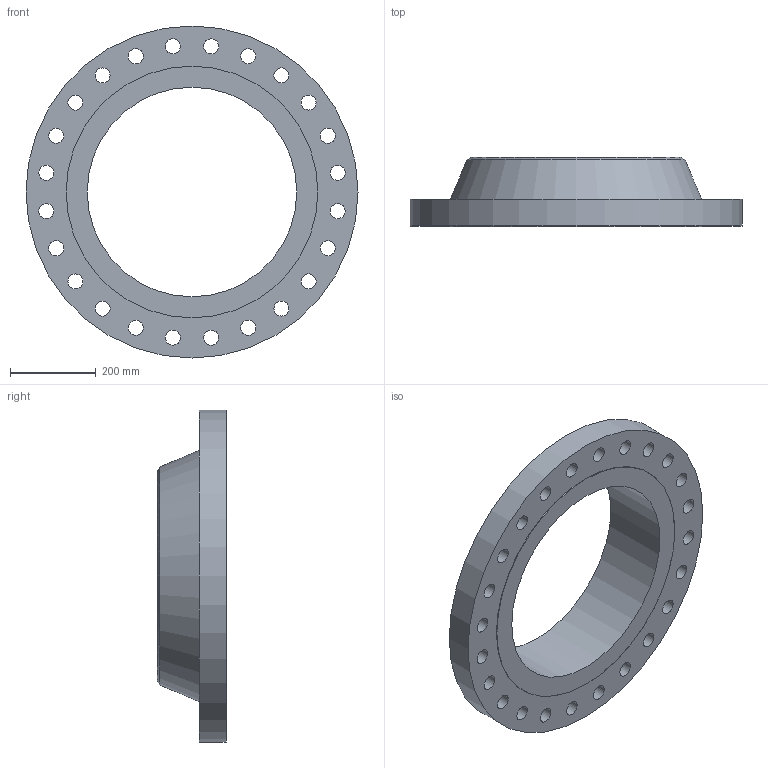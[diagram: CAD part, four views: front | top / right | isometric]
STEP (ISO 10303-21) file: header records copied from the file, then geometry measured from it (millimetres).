
FILE_DESCRIPTION(/* description */ (''),/* implementation_level */ '2;1');
FILE_NAME(/* name */ 'ANSI-B300-20W.stp',/* time_stamp */ '2023-11-07T09:24:54-05:00',/* author */ ('Admin'),/* organization */ ('Demo'),/* preprocessor_version */ 'ST-DEVELOPER v19',/* originating_system */ 'Autodesk Inventor 2023',/* authorisation */ '');
FILE_SCHEMA (('AUTOMOTIVE_DESIGN { 1 0 10303 214 3 1 1 }'));
Length unit declared in the file: inch
Products named in the file (1): ANSI-B300-20W
Bounding box: 774.7 x 162.12 x 774.7 mm (x, y, z)
Volume: 20796766 mm3; surface area: 1195595.6 mm2
Topology: 1 solids, 1 shells, 32 faces, 85 edges, 56 vertices
Faces by surface type: cylinder 27, plane 3, cone 2
Full cylindrical faces by diameter (mm): 35.052 x24, 488.95 x1, 587.248 x1, 774.7 x1
Entity records: 1174 total; most frequent: DIRECTION 207, CARTESIAN_POINT 174, ORIENTED_EDGE 170, AXIS2_PLACEMENT_3D 89, EDGE_CURVE 85, EDGE_LOOP 83, CIRCLE 56, VERTEX_POINT 56
